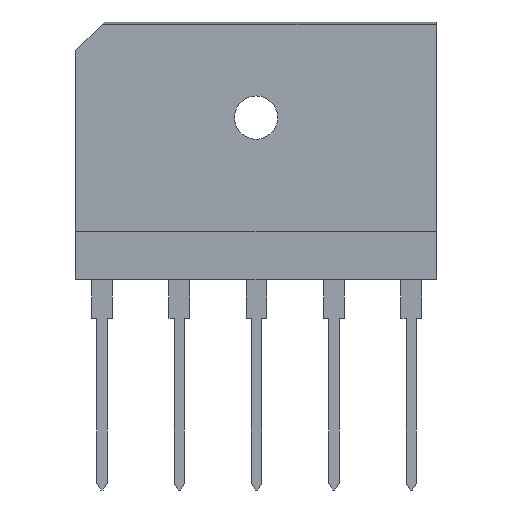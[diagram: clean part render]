
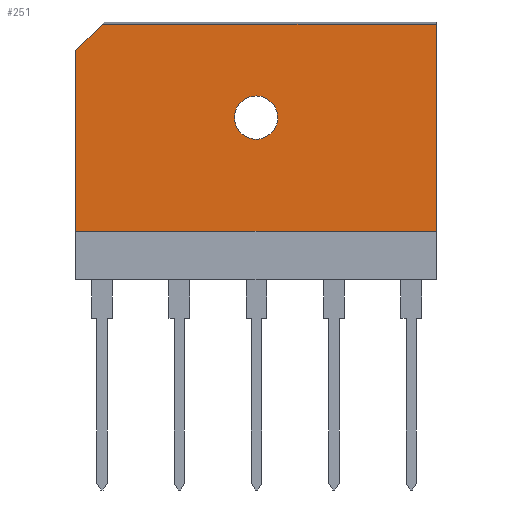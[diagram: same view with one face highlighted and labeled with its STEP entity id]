
A CAD part, left-side view. The second image highlights one B-rep face of the part: STEP entity #251.
In plain terms, the highlighted planar face has unit normal (-1, 0, 0).
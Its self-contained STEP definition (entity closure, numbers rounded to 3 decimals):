
#143 = VERTEX_POINT('',#144);
#144 = CARTESIAN_POINT('',(-4.25,2.56,25.946));
#150 = EDGE_CURVE('',#143,#151,#153,.T.);
#151 = VERTEX_POINT('',#152);
#152 = CARTESIAN_POINT('',(-4.25,2.56,8.45));
#153 = LINE('',#154,#155);
#154 = CARTESIAN_POINT('',(-4.25,2.56,28.55));
#155 = VECTOR('',#156,1.);
#156 = DIRECTION('',(0.,0.,-1.));
#191 = VERTEX_POINT('',#192);
#192 = CARTESIAN_POINT('',(-4.25,-32.44,28.55));
#198 = EDGE_CURVE('',#191,#199,#201,.T.);
#199 = VERTEX_POINT('',#200);
#200 = CARTESIAN_POINT('',(-4.25,-32.44,8.45));
#201 = LINE('',#202,#203);
#202 = CARTESIAN_POINT('',(-4.25,-32.44,28.55));
#203 = VECTOR('',#204,1.);
#204 = DIRECTION('',(0.,0.,-1.));
#221 = EDGE_CURVE('',#151,#199,#222,.T.);
#222 = LINE('',#223,#224);
#223 = CARTESIAN_POINT('',(-4.25,2.56,8.45));
#224 = VECTOR('',#225,1.);
#225 = DIRECTION('',(0.,-1.,0.));
#251 = ADVANCED_FACE('',(#252,#271),#282,.F.);
#252 = FACE_BOUND('',#253,.F.);
#253 = EDGE_LOOP('',(#254,#262,#268,#269,#270));
#254 = ORIENTED_EDGE('',*,*,#255,.F.);
#255 = EDGE_CURVE('',#256,#143,#258,.T.);
#256 = VERTEX_POINT('',#257);
#257 = CARTESIAN_POINT('',(-4.25,-0.044,28.55));
#258 = LINE('',#259,#260);
#259 = CARTESIAN_POINT('',(-4.25,0.492,28.014));
#260 = VECTOR('',#261,1.);
#261 = DIRECTION('',(0.,0.707,-0.707)
  );
#262 = ORIENTED_EDGE('',*,*,#263,.T.);
#263 = EDGE_CURVE('',#256,#191,#264,.T.);
#264 = LINE('',#265,#266);
#265 = CARTESIAN_POINT('',(-4.25,2.56,28.55));
#266 = VECTOR('',#267,1.);
#267 = DIRECTION('',(0.,-1.,0.));
#268 = ORIENTED_EDGE('',*,*,#198,.T.);
#269 = ORIENTED_EDGE('',*,*,#221,.F.);
#270 = ORIENTED_EDGE('',*,*,#150,.F.);
#271 = FACE_BOUND('',#272,.F.);
#272 = EDGE_LOOP('',(#273));
#273 = ORIENTED_EDGE('',*,*,#274,.F.);
#274 = EDGE_CURVE('',#275,#275,#277,.T.);
#275 = VERTEX_POINT('',#276);
#276 = CARTESIAN_POINT('',(-4.25,-12.844,19.476));
#277 = CIRCLE('',#278,2.1);
#278 = AXIS2_PLACEMENT_3D('',#279,#280,#281);
#279 = CARTESIAN_POINT('',(-4.25,-14.944,19.476));
#280 = DIRECTION('',(1.,0.,0.));
#281 = DIRECTION('',(0.,1.,0.));
#282 = PLANE('',#283);
#283 = AXIS2_PLACEMENT_3D('',#284,#285,#286);
#284 = CARTESIAN_POINT('',(-4.25,2.56,28.55));
#285 = DIRECTION('',(1.,0.,0.));
#286 = DIRECTION('',(0.,0.,-1.));
